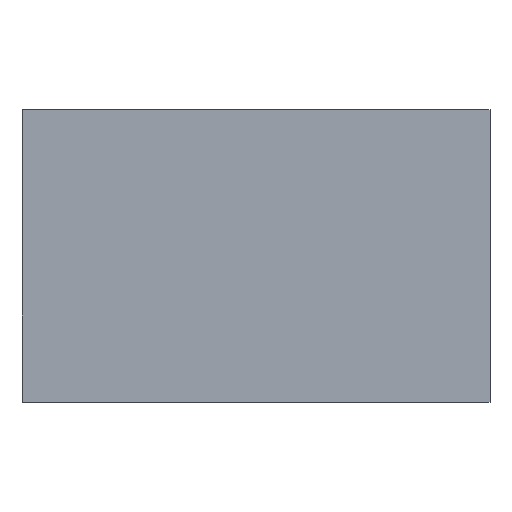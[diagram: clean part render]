
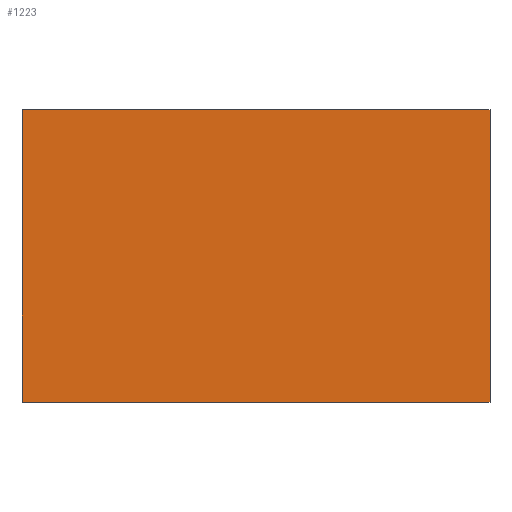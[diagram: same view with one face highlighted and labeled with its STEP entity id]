
A CAD part, top view. The second image highlights one B-rep face of the part: STEP entity #1223.
In plain terms, the highlighted planar face has unit normal (0, 0, 1).
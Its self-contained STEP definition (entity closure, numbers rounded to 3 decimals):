
#115=FACE_OUTER_BOUND('',#179,.T.);
#179=EDGE_LOOP('',(#1068,#1069,#1070,#1071));
#352=LINE('',#2295,#469);
#354=LINE('',#2299,#471);
#357=LINE('',#2304,#474);
#360=LINE('',#2308,#477);
#469=VECTOR('',#1447,10.);
#471=VECTOR('',#1451,10.);
#474=VECTOR('',#1456,10.);
#477=VECTOR('',#1461,10.);
#592=VERTEX_POINT('',#2292);
#593=VERTEX_POINT('',#2294);
#594=VERTEX_POINT('',#2298);
#595=VERTEX_POINT('',#2303);
#764=EDGE_CURVE('',#592,#593,#352,.T.);
#766=EDGE_CURVE('',#593,#594,#354,.T.);
#769=EDGE_CURVE('',#594,#595,#357,.T.);
#772=EDGE_CURVE('',#595,#592,#360,.T.);
#1068=ORIENTED_EDGE('',*,*,#764,.F.);
#1069=ORIENTED_EDGE('',*,*,#772,.F.);
#1070=ORIENTED_EDGE('',*,*,#769,.F.);
#1071=ORIENTED_EDGE('',*,*,#766,.F.);
#1159=PLANE('',#1277);
#1223=ADVANCED_FACE('',(#115),#1159,.T.);
#1277=AXIS2_PLACEMENT_3D('',#2309,#1462,#1463);
#1447=DIRECTION('',(0.,-1.,0.));
#1451=DIRECTION('',(-1.,0.,0.));
#1456=DIRECTION('',(0.,1.,0.));
#1461=DIRECTION('',(1.,0.,0.));
#1462=DIRECTION('center_axis',(0.,0.,1.));
#1463=DIRECTION('ref_axis',(1.,0.,0.));
#2292=CARTESIAN_POINT('',(1.,0.625,0.5));
#2294=CARTESIAN_POINT('',(1.,-0.625,0.5));
#2295=CARTESIAN_POINT('',(1.,0.625,0.5));
#2298=CARTESIAN_POINT('',(-1.,-0.625,0.5));
#2299=CARTESIAN_POINT('',(1.,-0.625,0.5));
#2303=CARTESIAN_POINT('',(-1.,0.625,0.5));
#2304=CARTESIAN_POINT('',(-1.,-0.625,0.5));
#2308=CARTESIAN_POINT('',(-1.,0.625,0.5));
#2309=CARTESIAN_POINT('Origin',(0.,0.,0.5));
